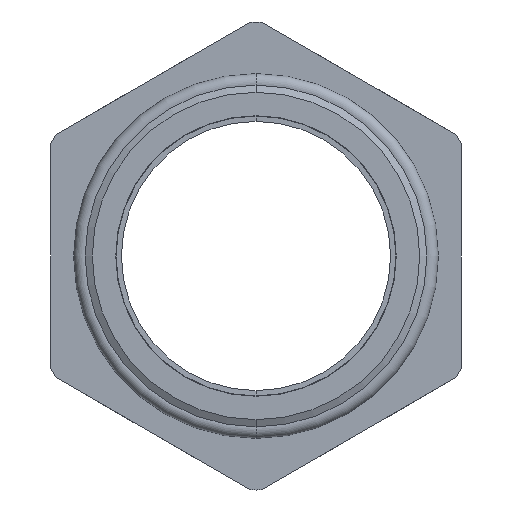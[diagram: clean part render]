
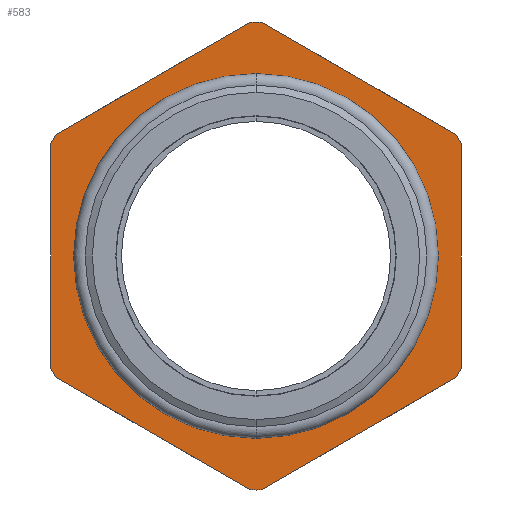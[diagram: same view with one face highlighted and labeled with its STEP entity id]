
A CAD part, front view. The second image highlights one B-rep face of the part: STEP entity #583.
In plain terms, the highlighted planar face has unit normal (0, -1, 0).
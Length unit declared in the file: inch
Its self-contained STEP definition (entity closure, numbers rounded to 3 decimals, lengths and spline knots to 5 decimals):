
#551 = ORIENTED_EDGE ( 'NONE', *, *, #2137, .T. ) ;
#552 = ORIENTED_EDGE ( 'NONE', *, *, #6241, .T. ) ;
#553 = ORIENTED_EDGE ( 'NONE', *, *, #2122, .T. ) ;
#554 = ORIENTED_EDGE ( 'NONE', *, *, #2153, .T. ) ;
#555 = ORIENTED_EDGE ( 'NONE', *, *, #6177, .T. ) ;
#561 = ORIENTED_EDGE ( 'NONE', *, *, #1781, .F. ) ;
#562 = ORIENTED_EDGE ( 'NONE', *, *, #572, .F. ) ;
#563 = EDGE_LOOP ( 'NONE', ( #564, #565, #566, #567, #568, #569, #570, #571, #551, #552, #553, #554, #555 ) ) ;
#564 = ORIENTED_EDGE ( 'NONE', *, *, #2088, .T. ) ;
#565 = ORIENTED_EDGE ( 'NONE', *, *, #6211, .T. ) ;
#566 = ORIENTED_EDGE ( 'NONE', *, *, #2159, .T. ) ;
#567 = ORIENTED_EDGE ( 'NONE', *, *, #6202, .T. ) ;
#568 = ORIENTED_EDGE ( 'NONE', *, *, #6172, .T. ) ;
#569 = ORIENTED_EDGE ( 'NONE', *, *, #6234, .T. ) ;
#570 = ORIENTED_EDGE ( 'NONE', *, *, #2196, .T. ) ;
#571 = ORIENTED_EDGE ( 'NONE', *, *, #6213, .T. ) ;
#572 = EDGE_CURVE ( 'NONE', #1783, #1782, #3286, .T. ) ;
#583 = ADVANCED_FACE ( 'NONE', ( #3266, #3265 ), #3264, .T. ) ;
#584 = EDGE_LOOP ( 'NONE', ( #561, #562 ) ) ;
#1781 = EDGE_CURVE ( 'NONE', #1782, #1783, #5264, .T. ) ;
#1782 = VERTEX_POINT ( 'NONE', #5258 ) ;
#1783 = VERTEX_POINT ( 'NONE', #5315 ) ;
#2086 = VERTEX_POINT ( 'NONE', #5826 ) ;
#2088 = EDGE_CURVE ( 'NONE', #2164, #2086, #5824, .T. ) ;
#2095 = VERTEX_POINT ( 'NONE', #5867 ) ;
#2102 = VERTEX_POINT ( 'NONE', #5855 ) ;
#2120 = VERTEX_POINT ( 'NONE', #5884 ) ;
#2122 = EDGE_CURVE ( 'NONE', #2123, #2120, #5883, .T. ) ;
#2123 = VERTEX_POINT ( 'NONE', #5878 ) ;
#2128 = VERTEX_POINT ( 'NONE', #5924 ) ;
#2135 = VERTEX_POINT ( 'NONE', #5912 ) ;
#2137 = EDGE_CURVE ( 'NONE', #2158, #2135, #5911, .T. ) ;
#2142 = VERTEX_POINT ( 'NONE', #5958 ) ;
#2151 = VERTEX_POINT ( 'NONE', #5941 ) ;
#2153 = EDGE_CURVE ( 'NONE', #2120, #2151, #5939, .T. ) ;
#2158 = VERTEX_POINT ( 'NONE', #5987 ) ;
#2159 = EDGE_CURVE ( 'NONE', #2095, #2102, #5986, .T. ) ;
#2164 = VERTEX_POINT ( 'NONE', #5971 ) ;
#2194 = VERTEX_POINT ( 'NONE', #6019 ) ;
#2196 = EDGE_CURVE ( 'NONE', #2142, #2194, #6017, .T. ) ;
#3226 = CARTESIAN_POINT ( 'NONE',  ( 0., 0.27755, 0. ) ) ;
#3259 = DIRECTION ( 'NONE',  ( 0., 0., -1. ) ) ;
#3260 = DIRECTION ( 'NONE',  ( 0., -1., 0. ) ) ;
#3261 = AXIS2_PLACEMENT_3D ( 'NONE', #3263, #3260, #3259 ) ;
#3263 = CARTESIAN_POINT ( 'NONE',  ( 0.315, 0.27755, 0. ) ) ;
#3264 = PLANE ( 'NONE',  #3261 ) ;
#3265 = FACE_OUTER_BOUND ( 'NONE', #563, .T. ) ;
#3266 = FACE_BOUND ( 'NONE', #584, .T. ) ;
#3283 = DIRECTION ( 'NONE',  ( 0., 0., -1. ) ) ;
#3284 = DIRECTION ( 'NONE',  ( 0., -1., 0. ) ) ;
#3285 = AXIS2_PLACEMENT_3D ( 'NONE', #3226, #3284, #3283 ) ;
#3286 = CIRCLE ( 'NONE', #3285, 0.315 ) ;
#5254 = DIRECTION ( 'NONE',  ( 0., 0., -1. ) ) ;
#5255 = DIRECTION ( 'NONE',  ( 0., -1., 0. ) ) ;
#5256 = CARTESIAN_POINT ( 'NONE',  ( 0., 0.27755, 0. ) ) ;
#5257 = AXIS2_PLACEMENT_3D ( 'NONE', #5256, #5255, #5254 ) ;
#5258 = CARTESIAN_POINT ( 'NONE',  ( 0., 0.27755, -0.315 ) ) ;
#5264 = CIRCLE ( 'NONE', #5257, 0.315 ) ;
#5315 = CARTESIAN_POINT ( 'NONE',  ( 0., 0.27755, 0.315 ) ) ;
#5820 = DIRECTION ( 'NONE',  ( 0., 0., -1. ) ) ;
#5821 = DIRECTION ( 'NONE',  ( 0., -1., 0. ) ) ;
#5822 = CARTESIAN_POINT ( 'NONE',  ( 0., 0.27755, 0. ) ) ;
#5823 = AXIS2_PLACEMENT_3D ( 'NONE', #5822, #5821, #5820 ) ;
#5824 = CIRCLE ( 'NONE', #5823, 0.4503 ) ;
#5826 = CARTESIAN_POINT ( 'NONE',  ( 0.395, 0.27755, -0.21621 ) ) ;
#5855 = CARTESIAN_POINT ( 'NONE',  ( 0.38474, 0.27755, 0.23398 ) ) ;
#5867 = CARTESIAN_POINT ( 'NONE',  ( 0.395, 0.27755, 0.21621 ) ) ;
#5878 = CARTESIAN_POINT ( 'NONE',  ( -0.01026, 0.27755, -0.45018 ) ) ;
#5879 = DIRECTION ( 'NONE',  ( 0., 0., -1. ) ) ;
#5880 = DIRECTION ( 'NONE',  ( 0., -1., 0. ) ) ;
#5881 = CARTESIAN_POINT ( 'NONE',  ( 0., 0.27755, 0. ) ) ;
#5882 = AXIS2_PLACEMENT_3D ( 'NONE', #5881, #5880, #5879 ) ;
#5883 = CIRCLE ( 'NONE', #5882, 0.4503 ) ;
#5884 = CARTESIAN_POINT ( 'NONE',  ( 0., 0.27755, -0.4503 ) ) ;
#5907 = DIRECTION ( 'NONE',  ( 0., 0., -1. ) ) ;
#5908 = DIRECTION ( 'NONE',  ( 0., -1., 0. ) ) ;
#5909 = CARTESIAN_POINT ( 'NONE',  ( 0., 0.27755, 0. ) ) ;
#5910 = AXIS2_PLACEMENT_3D ( 'NONE', #5909, #5908, #5907 ) ;
#5911 = CIRCLE ( 'NONE', #5910, 0.4503 ) ;
#5912 = CARTESIAN_POINT ( 'NONE',  ( -0.38474, 0.27755, -0.23398 ) ) ;
#5924 = CARTESIAN_POINT ( 'NONE',  ( 0.01026, 0.27755, 0.45018 ) ) ;
#5935 = DIRECTION ( 'NONE',  ( 0., 0., -1. ) ) ;
#5936 = DIRECTION ( 'NONE',  ( 0., -1., 0. ) ) ;
#5937 = CARTESIAN_POINT ( 'NONE',  ( 0., 0.27755, 0. ) ) ;
#5938 = AXIS2_PLACEMENT_3D ( 'NONE', #5937, #5936, #5935 ) ;
#5939 = CIRCLE ( 'NONE', #5938, 0.4503 ) ;
#5941 = CARTESIAN_POINT ( 'NONE',  ( 0.01026, 0.27755, -0.45018 ) ) ;
#5958 = CARTESIAN_POINT ( 'NONE',  ( -0.38474, 0.27755, 0.23398 ) ) ;
#5971 = CARTESIAN_POINT ( 'NONE',  ( 0.38474, 0.27755, -0.23398 ) ) ;
#5982 = DIRECTION ( 'NONE',  ( 0., 0., -1. ) ) ;
#5983 = DIRECTION ( 'NONE',  ( 0., -1., 0. ) ) ;
#5984 = CARTESIAN_POINT ( 'NONE',  ( 0., 0.27755, 0. ) ) ;
#5985 = AXIS2_PLACEMENT_3D ( 'NONE', #5984, #5983, #5982 ) ;
#5986 = CIRCLE ( 'NONE', #5985, 0.4503 ) ;
#5987 = CARTESIAN_POINT ( 'NONE',  ( -0.395, 0.27755, -0.21621 ) ) ;
#5996 = CARTESIAN_POINT ( 'NONE',  ( -0.01026, 0.27755, 0.45018 ) ) ;
#5997 = DIRECTION ( 'NONE',  ( 0., 0., -1. ) ) ;
#5998 = DIRECTION ( 'NONE',  ( 0., -1., 0. ) ) ;
#5999 = AXIS2_PLACEMENT_3D ( 'NONE', #6004, #5998, #5997 ) ;
#6000 = CIRCLE ( 'NONE', #5999, 0.4503 ) ;
#6004 = CARTESIAN_POINT ( 'NONE',  ( 0., 0.27755, 0. ) ) ;
#6013 = DIRECTION ( 'NONE',  ( 0., 0., -1. ) ) ;
#6014 = DIRECTION ( 'NONE',  ( 0., -1., 0. ) ) ;
#6015 = CARTESIAN_POINT ( 'NONE',  ( 0., 0.27755, 0. ) ) ;
#6016 = AXIS2_PLACEMENT_3D ( 'NONE', #6015, #6014, #6013 ) ;
#6017 = CIRCLE ( 'NONE', #6016, 0.4503 ) ;
#6019 = CARTESIAN_POINT ( 'NONE',  ( -0.395, 0.27755, 0.21621 ) ) ;
#6038 = DIRECTION ( 'NONE',  ( 0.866, 0., 0.5 ) ) ;
#6039 = VECTOR ( 'NONE', #6038, 39.37008 ) ;
#6040 = CARTESIAN_POINT ( 'NONE',  ( 0.43375, 0.27755, -0.20568 ) ) ;
#6041 = LINE ( 'NONE', #6040, #6039 ) ;
#6077 = DIRECTION ( 'NONE',  ( 0., 0., -1. ) ) ;
#6078 = VECTOR ( 'NONE', #6077, 39.37008 ) ;
#6079 = CARTESIAN_POINT ( 'NONE',  ( -0.395, 0.27755, 0. ) ) ;
#6080 = LINE ( 'NONE', #6079, #6078 ) ;
#6081 = DIRECTION ( 'NONE',  ( 0., 0., 1. ) ) ;
#6082 = VECTOR ( 'NONE', #6081, 39.37008 ) ;
#6083 = CARTESIAN_POINT ( 'NONE',  ( 0.395, 0.27755, 0. ) ) ;
#6084 = LINE ( 'NONE', #6083, #6082 ) ;
#6097 = DIRECTION ( 'NONE',  ( -0.866, 0., 0.5 ) ) ;
#6098 = VECTOR ( 'NONE', #6097, 39.37008 ) ;
#6099 = CARTESIAN_POINT ( 'NONE',  ( 0.43375, 0.27755, 0.20568 ) ) ;
#6103 = LINE ( 'NONE', #6099, #6098 ) ;
#6149 = DIRECTION ( 'NONE',  ( -0.866, 0., -0.5 ) ) ;
#6150 = VECTOR ( 'NONE', #6149, 39.37008 ) ;
#6151 = CARTESIAN_POINT ( 'NONE',  ( 0.03875, 0.27755, 0.47848 ) ) ;
#6152 = LINE ( 'NONE', #6151, #6150 ) ;
#6172 = EDGE_CURVE ( 'NONE', #2128, #6173, #6000, .T. ) ;
#6173 = VERTEX_POINT ( 'NONE', #5996 ) ;
#6177 = EDGE_CURVE ( 'NONE', #2151, #2164, #6041, .T. ) ;
#6202 = EDGE_CURVE ( 'NONE', #2102, #2128, #6103, .T. ) ;
#6211 = EDGE_CURVE ( 'NONE', #2086, #2095, #6084, .T. ) ;
#6213 = EDGE_CURVE ( 'NONE', #2194, #2158, #6080, .T. ) ;
#6234 = EDGE_CURVE ( 'NONE', #6173, #2142, #6152, .T. ) ;
#6241 = EDGE_CURVE ( 'NONE', #2135, #2123, #6268, .T. ) ;
#6265 = DIRECTION ( 'NONE',  ( 0.866, 0., -0.5 ) ) ;
#6266 = VECTOR ( 'NONE', #6265, 39.37008 ) ;
#6267 = CARTESIAN_POINT ( 'NONE',  ( 0.03875, 0.27755, -0.47848 ) ) ;
#6268 = LINE ( 'NONE', #6267, #6266 ) ;
